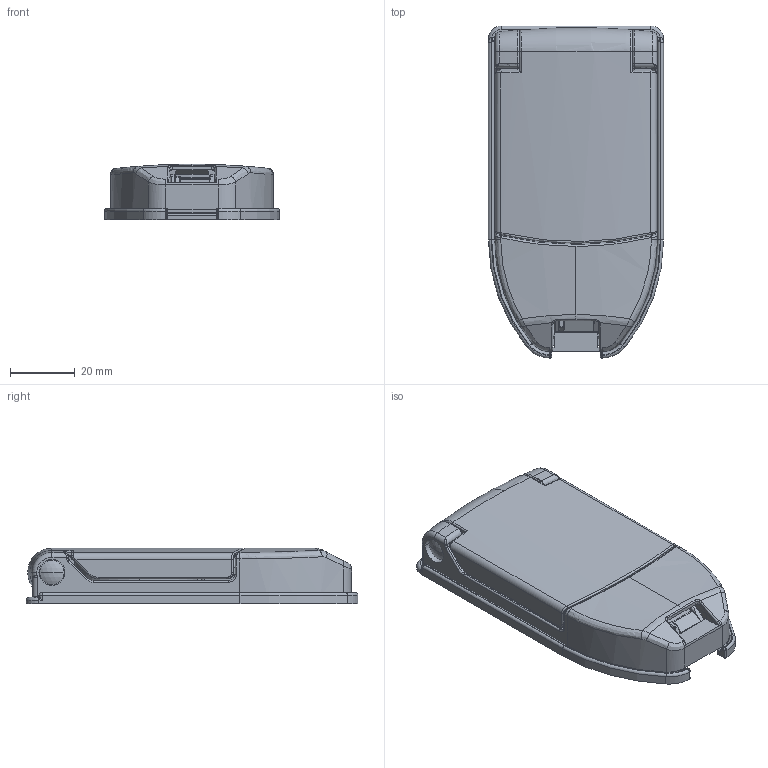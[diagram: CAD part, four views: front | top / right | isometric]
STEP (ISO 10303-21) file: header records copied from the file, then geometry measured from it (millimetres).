
FILE_DESCRIPTION (( 'STEP AP203' ), '1' );
FILE_NAME ('sone3D.STEP', '2015-09-29T09:07:04', ( '' ), ( '' ), 'SwSTEP 2.0', 'SolidWorks 2012', '' );
FILE_SCHEMA (( 'CONFIG_CONTROL_DESIGN' ));
Length unit declared in the file: millimetre
Products named in the file (10): sone3D; C-440裏板止ネジ; C-440ベースパッキン; C-440裏板; C-440カバーパッキン; C-440スライダーセット; C-440TA400僔儍僢僞乕; C-440カバー; C-440カバーシャフト; C-440ベース
Assembly tree (10 placements, depth 3):
  sone3D
    C-440ベース
    C-440カバーシャフト
    C-440カバー
    C-440スライダーセット
      C-440TA400僔儍僢僞乕
    C-440カバーパッキン
    C-440裏板
    C-440ベースパッキン
    C-440裏板止ネジ  x2
Bounding box: 54 x 102.4 x 17.2 mm (x, y, z)
Volume: 36709.5 mm3; surface area: 42965 mm2
Topology: 9 solids, 9 shells, 846 faces, 2177 edges, 1344 vertices
Faces by surface type: plane 329, cylinder 309, torus 103, bspline 69, cone 26, sphere 10
Entity records: 28134 total; most frequent: CARTESIAN_POINT 7171, DIRECTION 4240, ORIENTED_EDGE 4198, EDGE_CURVE 2099, AXIS2_PLACEMENT_3D 1572, VERTEX_POINT 1304, VECTOR 1096, LINE 1096
